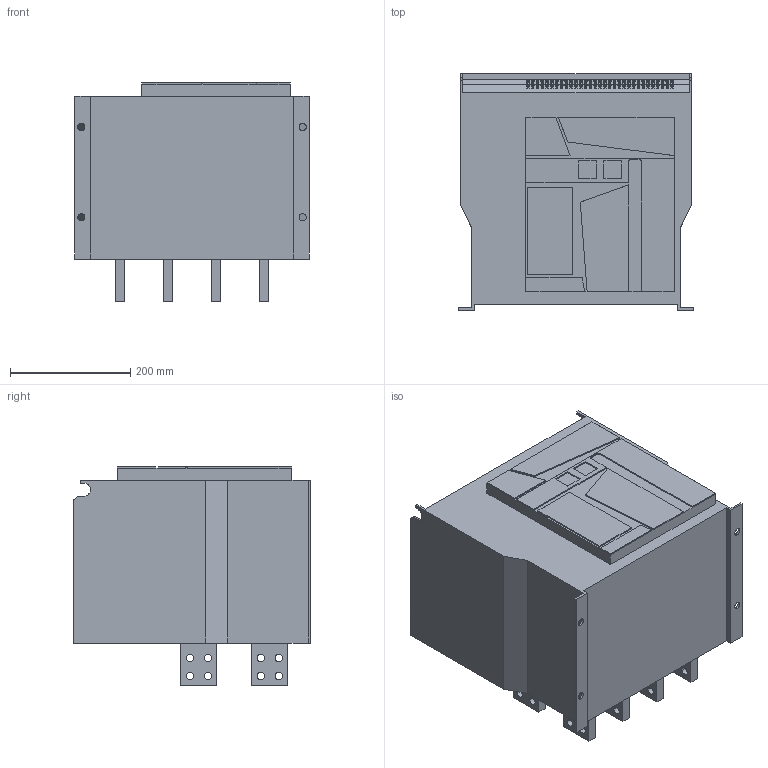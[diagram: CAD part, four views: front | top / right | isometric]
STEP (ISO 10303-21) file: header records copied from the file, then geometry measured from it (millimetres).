
FILE_DESCRIPTION (( 'STEP AP203' ), '1' );
FILE_NAME ('4FB-2000 V.STEP', '2022-12-15T14:19:52', ( '' ), ( '' ), 'SwSTEP 2.0', 'SolidWorks 2022', '' );
FILE_SCHEMA (( 'CONFIG_CONTROL_DESIGN' ));
Length unit declared in the file: millimetre
Products named in the file (1): 4FB-2000 V
Bounding box: 390 x 394 x 363 mm (x, y, z)
Volume: 39520585.1 mm3; surface area: 855715.9 mm2
Topology: 1 solids, 1 shells, 701 faces, 1670 edges, 1108 vertices
Faces by surface type: plane 501, cylinder 198, cone 2
Entity records: 20417 total; most frequent: CARTESIAN_POINT 3480, DIRECTION 3474, ORIENTED_EDGE 3340, EDGE_CURVE 1670, VECTOR 1270, LINE 1270, VERTEX_POINT 1108, AXIS2_PLACEMENT_3D 1102
